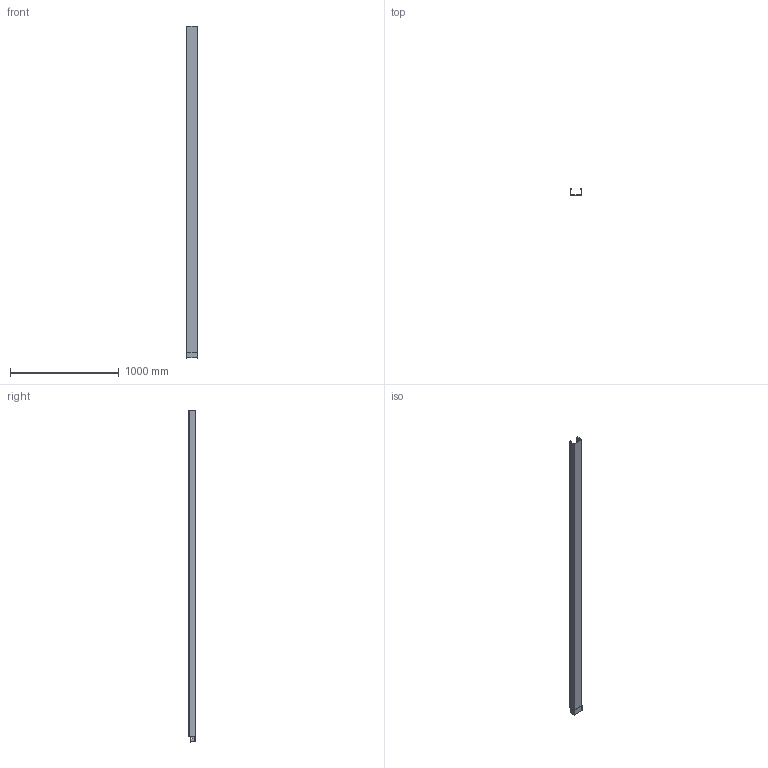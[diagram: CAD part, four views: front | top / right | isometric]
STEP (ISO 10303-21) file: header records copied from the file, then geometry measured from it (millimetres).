
FILE_DESCRIPTION (( 'STEP AP214' ), '1' );
FILE_NAME ('6048239.STEP', '2025-02-10T10:48:56', ( '' ), ( '' ), 'SwSTEP 2.0', 'SolidWorks 2024', '' );
FILE_SCHEMA (( 'AUTOMOTIVE_DESIGN' ));
Length unit declared in the file: millimetre
Products named in the file (1): 6048239
Bounding box: 103 x 60.94 x 3050.1 mm (x, y, z)
Volume: 540053.1 mm3; surface area: 1504961.2 mm2
Topology: 1 solids, 1 shells, 104 faces, 250 edges, 148 vertices
Faces by surface type: plane 52, cylinder 24, torus 16, cone 8, sphere 4
Entity records: 3013 total; most frequent: CARTESIAN_POINT 559, DIRECTION 524, ORIENTED_EDGE 500, EDGE_CURVE 250, AXIS2_PLACEMENT_3D 181, VECTOR 162, LINE 162, VERTEX_POINT 148
